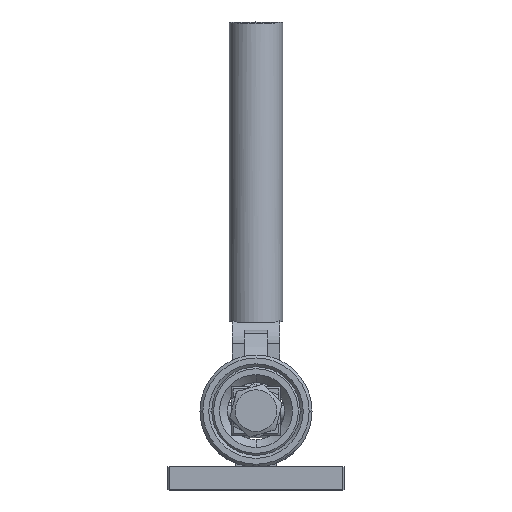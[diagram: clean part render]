
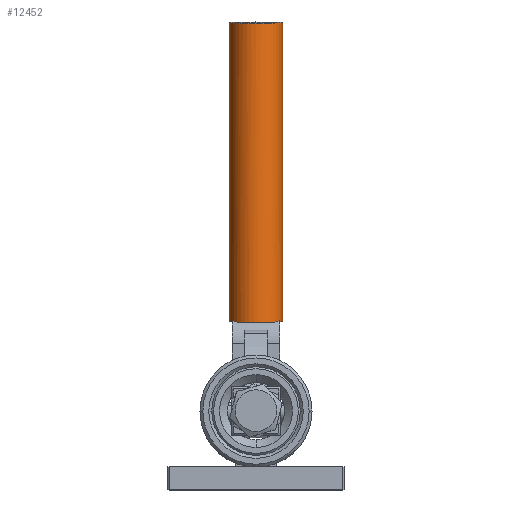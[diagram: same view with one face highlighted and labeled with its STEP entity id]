
A CAD part, top view. The second image highlights one B-rep face of the part: STEP entity #12452.
In plain terms, the highlighted cylindrical face has radius 13.6 mm (diameter 27.2 mm), a partial arc.
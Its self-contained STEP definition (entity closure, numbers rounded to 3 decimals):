
#356 = VERTEX_POINT ( 'NONE', #8594 ) ;
#583 = DIRECTION ( 'NONE',  ( 0., 1., 0. ) ) ;
#825 = VERTEX_POINT ( 'NONE', #11625 ) ;
#1226 = CIRCLE ( 'NONE', #28218, 13.6 ) ;
#1488 = CARTESIAN_POINT ( 'NONE',  ( 4.9, 46.637, 24. ) ) ;
#2315 = DIRECTION ( 'NONE',  ( 0., 0., -1. ) ) ;
#2392 = CARTESIAN_POINT ( 'NONE',  ( -1.5, 197.75, 25.6 ) ) ;
#3211 = DIRECTION ( 'NONE',  ( 0., -1., 0. ) ) ;
#3905 = B_SPLINE_CURVE_WITH_KNOTS ( 'NONE', 3,
 ( #15103, #12348, #17840, #1488 ),
 .UNSPECIFIED., .F., .F.,
 ( 4, 4 ),
 ( 0., 0.002 ),
 .UNSPECIFIED. ) ;
#4290 = VERTEX_POINT ( 'NONE', #11674 ) ;
#4761 = DIRECTION ( 'NONE',  ( 0., -1., 0. ) ) ;
#5094 = VERTEX_POINT ( 'NONE', #7570 ) ;
#5306 = CYLINDRICAL_SURFACE ( 'NONE', #21701, 13.6 ) ;
#5780 = AXIS2_PLACEMENT_3D ( 'NONE', #34968, #18665, #2315 ) ;
#6078 = ORIENTED_EDGE ( 'NONE', *, *, #13802, .F. ) ;
#6465 = EDGE_CURVE ( 'NONE', #16606, #23067, #1226, .T. ) ;
#6687 = CIRCLE ( 'NONE', #5780, 13.6 ) ;
#7570 = CARTESIAN_POINT ( 'NONE',  ( 4.9, 46.637, 24. ) ) ;
#7707 = DIRECTION ( 'NONE',  ( 0., -1., 0. ) ) ;
#8256 = CARTESIAN_POINT ( 'NONE',  ( 4.9, 46.637, 0. ) ) ;
#8594 = CARTESIAN_POINT ( 'NONE',  ( 4.9, 45.75, 0. ) ) ;
#8848 = VECTOR ( 'NONE', #583, 1000. ) ;
#9655 = LINE ( 'NONE', #28500, #25052 ) ;
#9705 = LINE ( 'NONE', #14201, #8848 ) ;
#10322 = CARTESIAN_POINT ( 'NONE',  ( -1.5, 197.75, 12. ) ) ;
#11537 = VERTEX_POINT ( 'NONE', #35093 ) ;
#11586 = DIRECTION ( 'NONE',  ( 0., -1., 0. ) ) ;
#11625 = CARTESIAN_POINT ( 'NONE',  ( -1.5, 45.75, -1.6 ) ) ;
#11674 = CARTESIAN_POINT ( 'NONE',  ( -1.5, 197.75, -1.6 ) ) ;
#11928 = DIRECTION ( 'NONE',  ( 0., 1., 0. ) ) ;
#12348 = CARTESIAN_POINT ( 'NONE',  ( 5.879, 46.068, 23.437 ) ) ;
#12452 = ADVANCED_FACE ( 'NONE', ( #19802 ), #5306, .T. ) ;
#12926 = LINE ( 'NONE', #24342, #33791 ) ;
#13098 = CARTESIAN_POINT ( 'NONE',  ( 6.326, 45.75, 0.878 ) ) ;
#13802 = EDGE_CURVE ( 'NONE', #4290, #825, #12926, .T. ) ;
#14165 = EDGE_CURVE ( 'NONE', #19143, #34569, #29836, .T. ) ;
#14201 = CARTESIAN_POINT ( 'NONE',  ( 4.9, 197.75, 0. ) ) ;
#14595 = DIRECTION ( 'NONE',  ( 0., -1., 0. ) ) ;
#15080 = ORIENTED_EDGE ( 'NONE', *, *, #20870, .F. ) ;
#15103 = CARTESIAN_POINT ( 'NONE',  ( 6.326, 45.75, 23.122 ) ) ;
#15353 = EDGE_CURVE ( 'NONE', #4290, #34716, #18809, .T. ) ;
#16606 = VERTEX_POINT ( 'NONE', #25281 ) ;
#16629 = ORIENTED_EDGE ( 'NONE', *, *, #19377, .F. ) ;
#17371 = CARTESIAN_POINT ( 'NONE',  ( -1.5, 45.75, 25.6 ) ) ;
#17638 = CARTESIAN_POINT ( 'NONE',  ( 5.405, 46.365, 0.269 ) ) ;
#17726 = ORIENTED_EDGE ( 'NONE', *, *, #6465, .F. ) ;
#17840 = CARTESIAN_POINT ( 'NONE',  ( 5.405, 46.365, 23.731 ) ) ;
#18665 = DIRECTION ( 'NONE',  ( 0., -1., 0. ) ) ;
#18809 = CIRCLE ( 'NONE', #27218, 13.6 ) ;
#18997 = ORIENTED_EDGE ( 'NONE', *, *, #31128, .T. ) ;
#19014 = LINE ( 'NONE', #30630, #27124 ) ;
#19143 = VERTEX_POINT ( 'NONE', #8256 ) ;
#19377 = EDGE_CURVE ( 'NONE', #34569, #11537, #23419, .T. ) ;
#19536 = CARTESIAN_POINT ( 'NONE',  ( -1.5, 197.75, 12. ) ) ;
#19802 = FACE_OUTER_BOUND ( 'NONE', #31690, .T. ) ;
#20369 = CARTESIAN_POINT ( 'NONE',  ( 4.9, 46.637, 0. ) ) ;
#20870 = EDGE_CURVE ( 'NONE', #825, #356, #6687, .T. ) ;
#21091 = CARTESIAN_POINT ( 'NONE',  ( -1.5, 45.75, 12. ) ) ;
#21615 = DIRECTION ( 'NONE',  ( 0., -1., 0. ) ) ;
#21701 = AXIS2_PLACEMENT_3D ( 'NONE', #10322, #7707, #24066 ) ;
#22324 = DIRECTION ( 'NONE',  ( 0., 0., -1. ) ) ;
#22424 = EDGE_CURVE ( 'NONE', #34716, #23067, #19014, .T. ) ;
#23067 = VERTEX_POINT ( 'NONE', #17371 ) ;
#23137 = CARTESIAN_POINT ( 'NONE',  ( 6.326, 45.75, 0.878 ) ) ;
#23419 = CIRCLE ( 'NONE', #34051, 13.6 ) ;
#23820 = DIRECTION ( 'NONE',  ( 0., 0., -1. ) ) ;
#24066 = DIRECTION ( 'NONE',  ( 0., 0., -1. ) ) ;
#24342 = CARTESIAN_POINT ( 'NONE',  ( -1.5, 197.75, -1.6 ) ) ;
#25052 = VECTOR ( 'NONE', #11928, 1000. ) ;
#25281 = CARTESIAN_POINT ( 'NONE',  ( 4.9, 45.75, 24. ) ) ;
#26445 = EDGE_CURVE ( 'NONE', #11537, #5094, #3905, .T. ) ;
#27124 = VECTOR ( 'NONE', #11586, 1000. ) ;
#27218 = AXIS2_PLACEMENT_3D ( 'NONE', #19536, #3211, #22324 ) ;
#28059 = ORIENTED_EDGE ( 'NONE', *, *, #31519, .F. ) ;
#28218 = AXIS2_PLACEMENT_3D ( 'NONE', #21091, #4761, #23820 ) ;
#28500 = CARTESIAN_POINT ( 'NONE',  ( 4.9, 197.75, 24. ) ) ;
#29033 = ORIENTED_EDGE ( 'NONE', *, *, #22424, .T. ) ;
#29769 = ORIENTED_EDGE ( 'NONE', *, *, #14165, .F. ) ;
#29836 = B_SPLINE_CURVE_WITH_KNOTS ( 'NONE', 3,
 ( #20369, #17638, #33925, #23137 ),
 .UNSPECIFIED., .F., .F.,
 ( 4, 4 ),
 ( 0., 0.002 ),
 .UNSPECIFIED. ) ;
#30630 = CARTESIAN_POINT ( 'NONE',  ( -1.5, 197.75, 25.6 ) ) ;
#30888 = CARTESIAN_POINT ( 'NONE',  ( -1.5, 45.75, 12. ) ) ;
#31128 = EDGE_CURVE ( 'NONE', #16606, #5094, #9655, .T. ) ;
#31519 = EDGE_CURVE ( 'NONE', #356, #19143, #9705, .T. ) ;
#31530 = ORIENTED_EDGE ( 'NONE', *, *, #15353, .T. ) ;
#31683 = ORIENTED_EDGE ( 'NONE', *, *, #26445, .F. ) ;
#31690 = EDGE_LOOP ( 'NONE', ( #31530, #29033, #17726, #18997, #31683, #16629, #29769, #28059, #15080, #6078 ) ) ;
#33625 = DIRECTION ( 'NONE',  ( 0., 0., -1. ) ) ;
#33791 = VECTOR ( 'NONE', #21615, 1000. ) ;
#33925 = CARTESIAN_POINT ( 'NONE',  ( 5.879, 46.068, 0.563 ) ) ;
#34051 = AXIS2_PLACEMENT_3D ( 'NONE', #30888, #14595, #33625 ) ;
#34569 = VERTEX_POINT ( 'NONE', #13098 ) ;
#34716 = VERTEX_POINT ( 'NONE', #2392 ) ;
#34968 = CARTESIAN_POINT ( 'NONE',  ( -1.5, 45.75, 12. ) ) ;
#35093 = CARTESIAN_POINT ( 'NONE',  ( 6.326, 45.75, 23.122 ) ) ;
